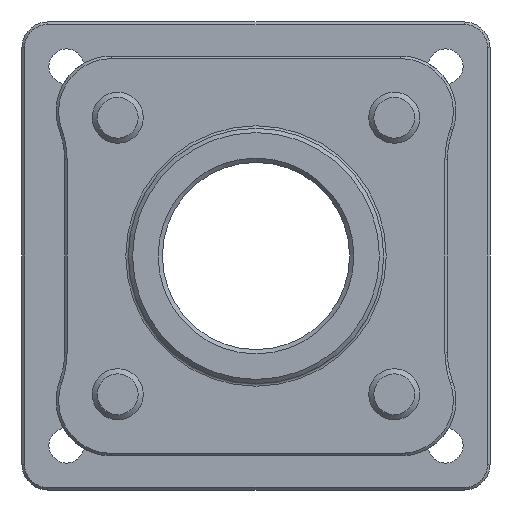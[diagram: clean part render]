
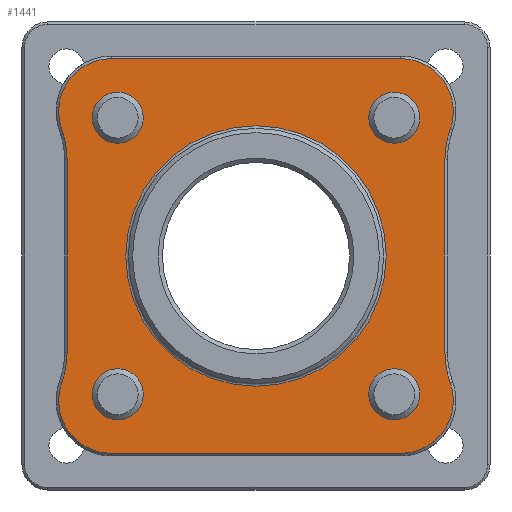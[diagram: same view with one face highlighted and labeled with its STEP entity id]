
A CAD part, front view. The second image highlights one B-rep face of the part: STEP entity #1441.
In plain terms, the highlighted planar face has unit normal (0, -1, 0).
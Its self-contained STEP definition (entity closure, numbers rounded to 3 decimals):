
#49=FACE_BOUND('',#425,.T.);
#50=FACE_BOUND('',#426,.T.);
#51=FACE_BOUND('',#427,.T.);
#52=FACE_BOUND('',#428,.T.);
#53=FACE_BOUND('',#429,.T.);
#63=PLANE('',#1559);
#98=LINE('',#2284,#199);
#99=LINE('',#2290,#200);
#100=LINE('',#2296,#201);
#101=LINE('',#2302,#202);
#199=VECTOR('',#1776,10.);
#200=VECTOR('',#1781,10.);
#201=VECTOR('',#1786,10.);
#202=VECTOR('',#1791,10.);
#332=FACE_OUTER_BOUND('',#424,.T.);
#424=EDGE_LOOP('',(#1007,#1008,#1009,#1010,#1011,#1012,#1013,#1014,#1015,
#1016,#1017,#1018));
#425=EDGE_LOOP('',(#1019));
#426=EDGE_LOOP('',(#1020));
#427=EDGE_LOOP('',(#1021));
#428=EDGE_LOOP('',(#1022));
#429=EDGE_LOOP('',(#1023,#1024));
#530=CIRCLE('',#1554,15.3);
#531=CIRCLE('',#1555,15.3);
#534=CIRCLE('',#1560,6.2);
#535=CIRCLE('',#1561,10.4);
#536=CIRCLE('',#1562,10.4);
#537=CIRCLE('',#1563,6.2);
#538=CIRCLE('',#1564,6.2);
#539=CIRCLE('',#1565,10.4);
#540=CIRCLE('',#1566,10.4);
#541=CIRCLE('',#1567,6.2);
#542=CIRCLE('',#1568,3.);
#543=CIRCLE('',#1569,3.);
#544=CIRCLE('',#1570,3.);
#545=CIRCLE('',#1571,3.);
#642=VERTEX_POINT('',#2271);
#643=VERTEX_POINT('',#2273);
#645=VERTEX_POINT('',#2282);
#646=VERTEX_POINT('',#2283);
#647=VERTEX_POINT('',#2285);
#648=VERTEX_POINT('',#2287);
#649=VERTEX_POINT('',#2289);
#650=VERTEX_POINT('',#2291);
#651=VERTEX_POINT('',#2293);
#652=VERTEX_POINT('',#2295);
#653=VERTEX_POINT('',#2297);
#654=VERTEX_POINT('',#2299);
#655=VERTEX_POINT('',#2301);
#656=VERTEX_POINT('',#2303);
#657=VERTEX_POINT('',#2306);
#658=VERTEX_POINT('',#2308);
#659=VERTEX_POINT('',#2310);
#660=VERTEX_POINT('',#2312);
#777=EDGE_CURVE('',#642,#643,#530,.T.);
#778=EDGE_CURVE('',#643,#642,#531,.T.);
#782=EDGE_CURVE('',#645,#646,#98,.T.);
#783=EDGE_CURVE('',#647,#645,#534,.T.);
#784=EDGE_CURVE('',#648,#647,#535,.T.);
#785=EDGE_CURVE('',#649,#648,#99,.T.);
#786=EDGE_CURVE('',#650,#649,#536,.T.);
#787=EDGE_CURVE('',#651,#650,#537,.T.);
#788=EDGE_CURVE('',#652,#651,#100,.T.);
#789=EDGE_CURVE('',#653,#652,#538,.T.);
#790=EDGE_CURVE('',#654,#653,#539,.T.);
#791=EDGE_CURVE('',#655,#654,#101,.T.);
#792=EDGE_CURVE('',#656,#655,#540,.T.);
#793=EDGE_CURVE('',#646,#656,#541,.T.);
#794=EDGE_CURVE('',#657,#657,#542,.T.);
#795=EDGE_CURVE('',#658,#658,#543,.T.);
#796=EDGE_CURVE('',#659,#659,#544,.T.);
#797=EDGE_CURVE('',#660,#660,#545,.T.);
#1007=ORIENTED_EDGE('',*,*,#782,.F.);
#1008=ORIENTED_EDGE('',*,*,#783,.F.);
#1009=ORIENTED_EDGE('',*,*,#784,.F.);
#1010=ORIENTED_EDGE('',*,*,#785,.F.);
#1011=ORIENTED_EDGE('',*,*,#786,.F.);
#1012=ORIENTED_EDGE('',*,*,#787,.F.);
#1013=ORIENTED_EDGE('',*,*,#788,.F.);
#1014=ORIENTED_EDGE('',*,*,#789,.F.);
#1015=ORIENTED_EDGE('',*,*,#790,.F.);
#1016=ORIENTED_EDGE('',*,*,#791,.F.);
#1017=ORIENTED_EDGE('',*,*,#792,.F.);
#1018=ORIENTED_EDGE('',*,*,#793,.F.);
#1019=ORIENTED_EDGE('',*,*,#794,.T.);
#1020=ORIENTED_EDGE('',*,*,#795,.T.);
#1021=ORIENTED_EDGE('',*,*,#796,.T.);
#1022=ORIENTED_EDGE('',*,*,#797,.T.);
#1023=ORIENTED_EDGE('',*,*,#778,.F.);
#1024=ORIENTED_EDGE('',*,*,#777,.F.);
#1441=ADVANCED_FACE('',(#332,#49,#50,#51,#52,#53),#63,.F.);
#1554=AXIS2_PLACEMENT_3D('',#2274,#1763,#1764);
#1555=AXIS2_PLACEMENT_3D('',#2275,#1765,#1766);
#1559=AXIS2_PLACEMENT_3D('',#2281,#1774,#1775);
#1560=AXIS2_PLACEMENT_3D('',#2286,#1777,#1778);
#1561=AXIS2_PLACEMENT_3D('',#2288,#1779,#1780);
#1562=AXIS2_PLACEMENT_3D('',#2292,#1782,#1783);
#1563=AXIS2_PLACEMENT_3D('',#2294,#1784,#1785);
#1564=AXIS2_PLACEMENT_3D('',#2298,#1787,#1788);
#1565=AXIS2_PLACEMENT_3D('',#2300,#1789,#1790);
#1566=AXIS2_PLACEMENT_3D('',#2304,#1792,#1793);
#1567=AXIS2_PLACEMENT_3D('',#2305,#1794,#1795);
#1568=AXIS2_PLACEMENT_3D('',#2307,#1796,#1797);
#1569=AXIS2_PLACEMENT_3D('',#2309,#1798,#1799);
#1570=AXIS2_PLACEMENT_3D('',#2311,#1800,#1801);
#1571=AXIS2_PLACEMENT_3D('',#2313,#1802,#1803);
#1763=DIRECTION('center_axis',(0.,-1.,0.));
#1764=DIRECTION('ref_axis',(-1.,0.,0.));
#1765=DIRECTION('center_axis',(0.,-1.,0.));
#1766=DIRECTION('ref_axis',(-1.,0.,0.));
#1774=DIRECTION('center_axis',(0.,1.,0.));
#1775=DIRECTION('ref_axis',(0.,0.,1.));
#1776=DIRECTION('',(1.,0.,0.));
#1777=DIRECTION('center_axis',(0.,1.,0.));
#1778=DIRECTION('ref_axis',(-0.94,0.,-0.342));
#1779=DIRECTION('center_axis',(0.,-1.,0.));
#1780=DIRECTION('ref_axis',(0.94,0.,0.342));
#1781=DIRECTION('',(0.,0.,1.));
#1782=DIRECTION('center_axis',(0.,-1.,0.));
#1783=DIRECTION('ref_axis',(1.,0.,0.));
#1784=DIRECTION('center_axis',(0.,1.,0.));
#1785=DIRECTION('ref_axis',(0.,0.,-1.));
#1786=DIRECTION('',(-1.,0.,0.));
#1787=DIRECTION('center_axis',(0.,1.,0.));
#1788=DIRECTION('ref_axis',(0.94,0.,0.342));
#1789=DIRECTION('center_axis',(0.,-1.,0.));
#1790=DIRECTION('ref_axis',(-0.94,0.,-0.342));
#1791=DIRECTION('',(0.,0.,-1.));
#1792=DIRECTION('center_axis',(0.,-1.,0.));
#1793=DIRECTION('ref_axis',(-1.,0.,0.));
#1794=DIRECTION('center_axis',(0.,1.,0.));
#1795=DIRECTION('ref_axis',(0.,0.,1.));
#1796=DIRECTION('center_axis',(0.,1.,0.));
#1797=DIRECTION('ref_axis',(-1.,0.,0.));
#1798=DIRECTION('center_axis',(0.,1.,0.));
#1799=DIRECTION('ref_axis',(-1.,0.,0.));
#1800=DIRECTION('center_axis',(0.,1.,0.));
#1801=DIRECTION('ref_axis',(-1.,0.,0.));
#1802=DIRECTION('center_axis',(0.,1.,0.));
#1803=DIRECTION('ref_axis',(-1.,0.,0.));
#2271=CARTESIAN_POINT('',(0.,0.,-15.3));
#2273=CARTESIAN_POINT('',(15.3,0.,0.));
#2274=CARTESIAN_POINT('Origin',(0.,0.,0.));
#2275=CARTESIAN_POINT('Origin',(0.,0.,0.));
#2281=CARTESIAN_POINT('Origin',(0.,0.,0.));
#2282=CARTESIAN_POINT('',(-17.,0.,23.2));
#2283=CARTESIAN_POINT('',(17.,0.,23.2));
#2284=CARTESIAN_POINT('',(-8.5,0.,23.2));
#2285=CARTESIAN_POINT('',(-22.827,0.,14.881));
#2286=CARTESIAN_POINT('Origin',(-17.,0.,17.));
#2287=CARTESIAN_POINT('',(-22.2,0.,11.325));
#2288=CARTESIAN_POINT('Origin',(-32.6,0.,11.325));
#2289=CARTESIAN_POINT('',(-22.2,0.,-11.325));
#2290=CARTESIAN_POINT('',(-22.2,0.,-5.663));
#2291=CARTESIAN_POINT('',(-22.827,0.,-14.881));
#2292=CARTESIAN_POINT('Origin',(-32.6,0.,-11.325));
#2293=CARTESIAN_POINT('',(-17.,0.,-23.2));
#2294=CARTESIAN_POINT('Origin',(-17.,0.,-17.));
#2295=CARTESIAN_POINT('',(17.,0.,-23.2));
#2296=CARTESIAN_POINT('',(8.5,0.,-23.2));
#2297=CARTESIAN_POINT('',(22.827,0.,-14.881));
#2298=CARTESIAN_POINT('Origin',(17.,0.,-17.));
#2299=CARTESIAN_POINT('',(22.2,0.,-11.325));
#2300=CARTESIAN_POINT('Origin',(32.6,0.,-11.325));
#2301=CARTESIAN_POINT('',(22.2,0.,11.325));
#2302=CARTESIAN_POINT('',(22.2,0.,5.663));
#2303=CARTESIAN_POINT('',(22.827,0.,14.881));
#2304=CARTESIAN_POINT('Origin',(32.6,0.,11.325));
#2305=CARTESIAN_POINT('Origin',(17.,0.,17.));
#2306=CARTESIAN_POINT('',(-13.25,0.,-16.25));
#2307=CARTESIAN_POINT('Origin',(-16.25,0.,-16.25));
#2308=CARTESIAN_POINT('',(-13.25,0.,16.25));
#2309=CARTESIAN_POINT('Origin',(-16.25,0.,16.25));
#2310=CARTESIAN_POINT('',(19.25,0.,16.25));
#2311=CARTESIAN_POINT('Origin',(16.25,0.,16.25));
#2312=CARTESIAN_POINT('',(19.25,0.,-16.25));
#2313=CARTESIAN_POINT('Origin',(16.25,0.,-16.25));
